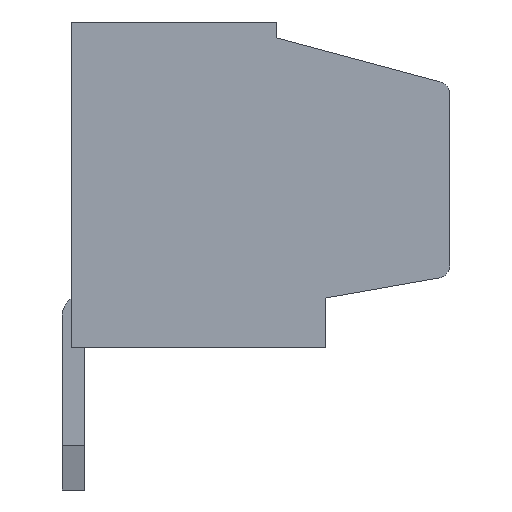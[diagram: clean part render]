
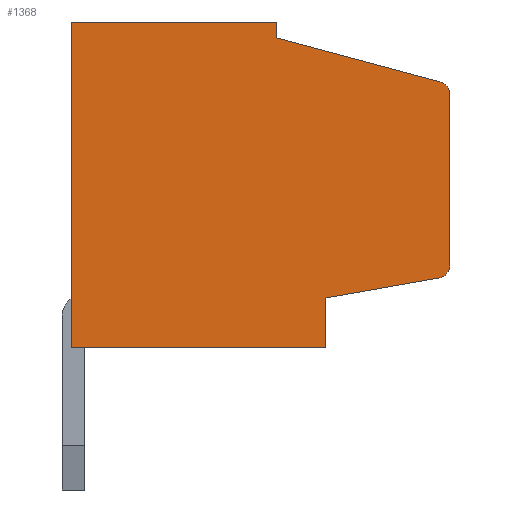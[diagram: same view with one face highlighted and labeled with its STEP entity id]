
A CAD part, left-side view. The second image highlights one B-rep face of the part: STEP entity #1368.
In plain terms, the highlighted planar face has unit normal (-1, 0, 0).
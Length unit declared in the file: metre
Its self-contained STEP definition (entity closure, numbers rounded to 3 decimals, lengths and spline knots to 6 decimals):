
#1368=ADVANCED_FACE('',(#2979),#2980,.F.);
#2979=FACE_OUTER_BOUND('',#4837,.T.);
#2980=PLANE('',#4838);
#4837=EDGE_LOOP('',(#9061,#9062,#9063,#9064,#9065,#9066,#9067,#9068,#9069,#9070));
#4838=AXIS2_PLACEMENT_3D('',#9071,#9072,#9073);
#9061=ORIENTED_EDGE('',*,*,#12314,.T.);
#9062=ORIENTED_EDGE('',*,*,#11287,.F.);
#9063=ORIENTED_EDGE('',*,*,#11291,.F.);
#9064=ORIENTED_EDGE('',*,*,#11298,.F.);
#9065=ORIENTED_EDGE('',*,*,#10654,.F.);
#9066=ORIENTED_EDGE('',*,*,#12315,.F.);
#9067=ORIENTED_EDGE('',*,*,#11412,.F.);
#9068=ORIENTED_EDGE('',*,*,#11360,.F.);
#9069=ORIENTED_EDGE('',*,*,#11356,.T.);
#9070=ORIENTED_EDGE('',*,*,#12316,.F.);
#9071=CARTESIAN_POINT('',(-0.335311,0.006635,0.));
#9072=DIRECTION('',(1.0,0.0,0.0));
#9073=DIRECTION('',(0.0,1.0,-0.0));
#10654=EDGE_CURVE('',#12662,#12664,#12665,.T.);
#11287=EDGE_CURVE('',#13686,#13682,#13688,.T.);
#11291=EDGE_CURVE('',#13692,#13686,#13694,.T.);
#11298=EDGE_CURVE('',#12664,#13692,#13703,.T.);
#11356=EDGE_CURVE('',#13800,#13804,#13806,.T.);
#11360=EDGE_CURVE('',#13800,#13809,#13812,.T.);
#11412=EDGE_CURVE('',#13809,#13815,#13914,.T.);
#12314=EDGE_CURVE('',#15234,#13682,#15235,.T.);
#12315=EDGE_CURVE('',#13815,#12662,#15236,.T.);
#12316=EDGE_CURVE('',#15234,#13804,#15237,.T.);
#12662=VERTEX_POINT('',#15644);
#12664=VERTEX_POINT('',#15647);
#12665=LINE('',#15648,#15649);
#13682=VERTEX_POINT('',#17103);
#13686=VERTEX_POINT('',#17109);
#13688=LINE('',#17112,#17113);
#13692=VERTEX_POINT('',#17118);
#13694=LINE('',#17121,#17122);
#13703=LINE('',#17135,#17136);
#13800=VERTEX_POINT('',#17275);
#13804=VERTEX_POINT('',#17280);
#13806=CIRCLE('',#17283,0.0003);
#13809=VERTEX_POINT('',#17286);
#13812=LINE('',#17291,#17292);
#13815=VERTEX_POINT('',#17295);
#13914=LINE('',#17444,#17445);
#15234=VERTEX_POINT('',#19404);
#15235=CIRCLE('',#19405,0.0003);
#15236=LINE('',#19406,#19407);
#15237=LINE('',#19408,#19409);
#15644=CARTESIAN_POINT('',(-0.335311,0.008939,-0.0073));
#15647=CARTESIAN_POINT('',(-0.335311,0.008939,0.));
#15648=CARTESIAN_POINT('',(-0.335311,0.008939,0.));
#15649=VECTOR('',#19862,1.0);
#17103=CARTESIAN_POINT('',(-0.335311,0.000662,-0.00134));
#17109=CARTESIAN_POINT('',(-0.335311,0.004339,-0.000355));
#17112=CARTESIAN_POINT('',(-0.335311,0.000662,-0.00134));
#17113=VECTOR('',#20461,1.0);
#17118=CARTESIAN_POINT('',(-0.335311,0.004339,0.));
#17121=CARTESIAN_POINT('',(-0.335311,0.004339,-0.000355));
#17122=VECTOR('',#20464,1.0);
#17135=CARTESIAN_POINT('',(-0.335311,0.004339,0.));
#17136=VECTOR('',#20472,1.0);
#17275=CARTESIAN_POINT('',(-0.335311,0.000687,-0.005744));
#17280=CARTESIAN_POINT('',(-0.335311,0.000439,-0.005448));
#17283=AXIS2_PLACEMENT_3D('',#20553,#20554,#20555);
#17286=CARTESIAN_POINT('',(-0.335311,0.003239,-0.006194));
#17291=CARTESIAN_POINT('',(-0.335311,0.003239,-0.006194));
#17292=VECTOR('',#20558,1.0);
#17295=CARTESIAN_POINT('',(-0.335311,0.003239,-0.0073));
#17444=CARTESIAN_POINT('',(-0.335311,0.003239,-0.0073));
#17445=VECTOR('',#20609,1.0);
#19404=CARTESIAN_POINT('',(-0.335311,0.000439,-0.00163));
#19405=AXIS2_PLACEMENT_3D('',#21406,#21407,#21408);
#19406=CARTESIAN_POINT('',(-0.335311,0.008939,-0.0073));
#19407=VECTOR('',#21409,1.0);
#19408=CARTESIAN_POINT('',(-0.335311,0.000439,-0.005448));
#19409=VECTOR('',#21410,1.0);
#19862=DIRECTION('',(0.0,0.,1.0));
#20461=DIRECTION('',(0.0,-0.966,-0.259));
#20464=DIRECTION('',(0.0,0.,-1.0));
#20472=DIRECTION('',(0.0,-1.0,0.));
#20553=CARTESIAN_POINT('',(-0.335311,0.000739,-0.005448));
#20554=DIRECTION('',(-1.0,-0.0,-0.0));
#20555=DIRECTION('',(0.0,0.0,-1.0));
#20558=DIRECTION('',(0.0,0.985,-0.174));
#20609=DIRECTION('',(0.0,0.,-1.0));
#21406=CARTESIAN_POINT('',(-0.335311,0.000739,-0.00163));
#21407=DIRECTION('',(-1.0,-0.0,-0.0));
#21408=DIRECTION('',(0.0,0.0,-1.0));
#21409=DIRECTION('',(0.0,1.0,0.));
#21410=DIRECTION('',(0.0,0.,-1.0));
